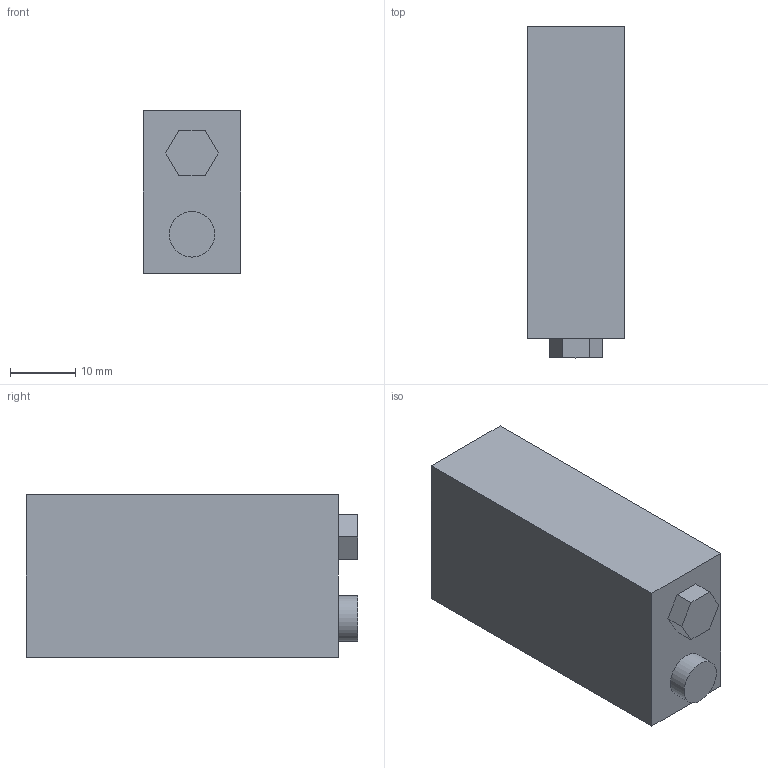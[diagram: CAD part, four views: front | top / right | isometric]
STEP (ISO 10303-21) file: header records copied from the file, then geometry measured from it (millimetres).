
FILE_DESCRIPTION(/* description */ (''),/* implementation_level */ '2;1');
FILE_NAME(/* name */ '9 Volt battery v3.stp',/* time_stamp */ '2021-05-04T16:26:25-04:00',/* author */ (''),/* organization */ (''),/* preprocessor_version */ 'ST-DEVELOPER v18.1',/* originating_system */ 'Autodesk Translation Framework v10.6.0.1341',/* authorisation */ '');
FILE_SCHEMA (('AUTOMOTIVE_DESIGN { 1 0 10303 214 3 1 1 }'));
Length unit declared in the file: millimetre
Products named in the file (1): 9 Volt battery
Bounding box: 15 x 51 x 25 mm (x, y, z)
Volume: 18242.8 mm3; surface area: 4728.7 mm2
Topology: 1 solids, 1 shells, 15 faces, 33 edges, 22 vertices
Faces by surface type: plane 14, cylinder 1
Full cylindrical faces by diameter (mm): 7 x1
Entity records: 442 total; most frequent: CARTESIAN_POINT 71, DIRECTION 67, ORIENTED_EDGE 66, EDGE_CURVE 33, LINE 31, VECTOR 31, VERTEX_POINT 22, AXIS2_PLACEMENT_3D 18
